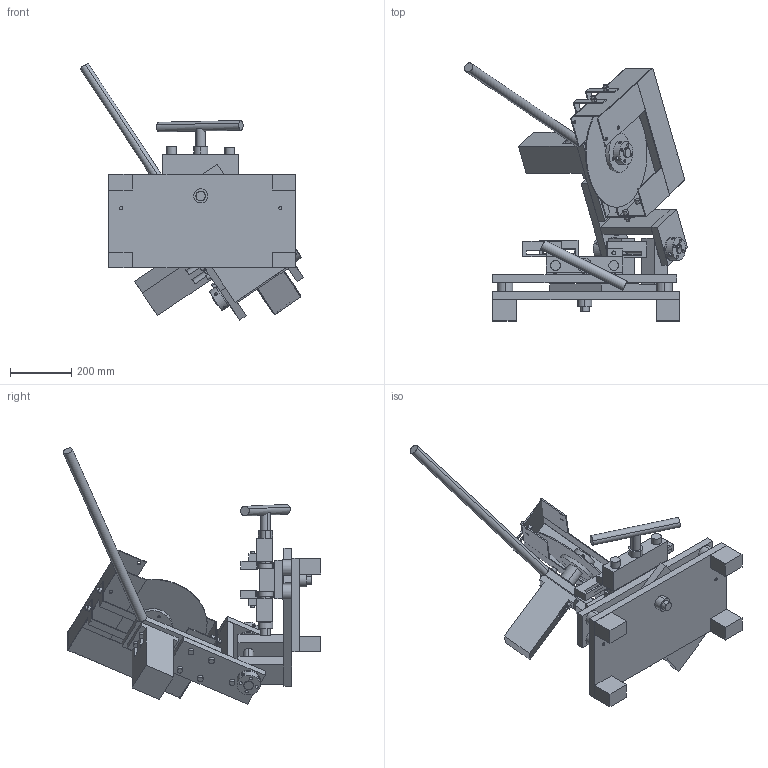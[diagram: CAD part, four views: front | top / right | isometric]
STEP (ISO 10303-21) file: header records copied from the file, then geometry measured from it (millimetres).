
FILE_DESCRIPTION (( 'STEP AP203' ), '1' );
FILE_NAME ('FullAssembly.STEP', '2012-06-15T23:29:43', ( '' ), ( '' ), 'SwSTEP 2.0', 'SolidWorks 2010', '' );
FILE_SCHEMA (( 'CONFIG_CONTROL_DESIGN' ));
Length unit declared in the file: millimetre
Products named in the file (45): InterfacePlate; BridgeBar; SpanBar; LargeThrustWasher; OperationHandle; DriveAssembly; HydraulicMotor; ShaftCoupling; Spindle; MountDisc; Blade; DriveCollar; BladeGuardAssembly; BladeGuardSupport; BladeGuard; BladeGuardSide; BladeGuardBotSide; BladeGuardBottom; MediumScrew; MediumNut; SwivelAssembly; SwivelPlate; ShaftBlock; ShortThreadedRod; ViseAssembly; FixedBlock; SupportShaft; ThreadedRod; MediumShaftCollar; SupportThrustWasher; Handle; MovingBlock; ClampJaw; LongScrew; ClampBlock; Long2Screw; LargeNut; FullAssembly; BaseAssembly; Baseplate ...
Assembly tree (111 placements, depth 3):
  FullAssembly
    DriveAssembly
      LongScrew  x4
      DriveCollar
      Blade
      MountDisc  x2
      Spindle
      ShaftCoupling
      HydraulicMotor
    BladeGuardAssembly
      BladeGuardBottom  x3
      MediumScrew  x8
      MediumNut  x4
      BladeGuardBotSide  x2
      BladeGuardSupport  x2
      BladeGuardSide  x3
      BladeGuard
    SwivelAssembly
      SupportShaft
      ShortThreadedRod
      ShaftBlock  x2
      LongScrew
      SwivelPlate
    ViseAssembly
      SupportShaft  x2
      ClampJaw  x4
      SupportThrustWasher  x2
      ClampBlock  x4
      MediumShaftCollar  x6
      FixedBlock
      LargeNut  x2
      MovingBlock  x2
      LongScrew  x4
      Long2Screw  x4
      Handle
      ThreadedRod
    LargeNut
    BaseAssembly
      LongSpacer  x4
      ShortSpacer  x4
      Long2Screw  x4
      BaseFlat
      Baseplate
    SupportAssembly
      LongScrew  x4
      LargeThrustWasher  x4
      OperationHandle
      MediumNut
      DriveCollar  x2
      SupportBar
      InterfacePlate
      BridgeBar
      SpanBar
      Long2Screw
Bounding box: 728.17 x 841.8 x 836.85 mm (x, y, z)
Volume: 23647983.2 mm3; surface area: 3369695.6 mm2
Topology: 105 solids, 105 shells, 963 faces, 2174 edges, 1448 vertices
Faces by surface type: cylinder 514, plane 449
Entity records: 21096 total; most frequent: CARTESIAN_POINT 3542, DIRECTION 2503, ORIENTED_EDGE 2038, EDGE_CURVE 1019, AXIS2_PLACEMENT_3D 985, VERTEX_POINT 678, EDGE_LOOP 601, VECTOR 533
